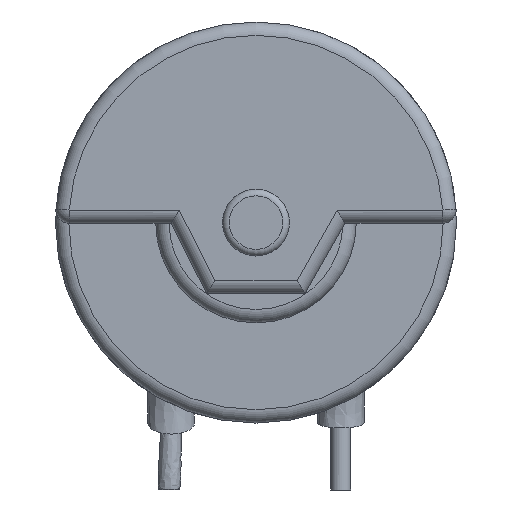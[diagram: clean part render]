
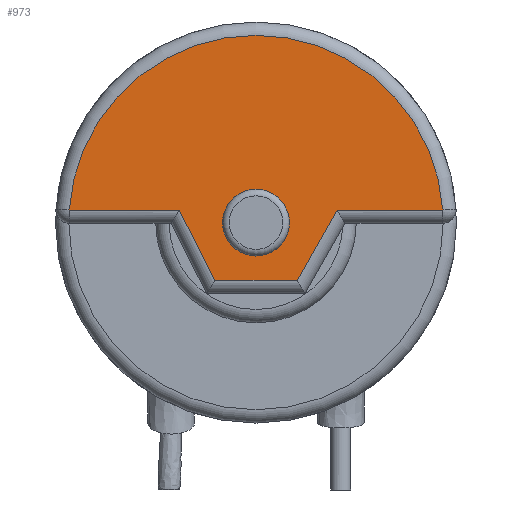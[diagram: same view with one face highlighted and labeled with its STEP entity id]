
A CAD part, front view. The second image highlights one B-rep face of the part: STEP entity #973.
In plain terms, the highlighted planar face has unit normal (0, -1, 0).
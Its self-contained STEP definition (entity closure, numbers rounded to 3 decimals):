
#44=FACE_BOUND('',#249,.T.);
#55=PLANE('',#1083);
#103=CIRCLE('',#1071,2.8);
#107=CIRCLE('',#1084,0.5);
#175=FACE_OUTER_BOUND('',#248,.T.);
#248=EDGE_LOOP('',(#721,#722,#723,#724,#725,#726));
#249=EDGE_LOOP('',(#727));
#320=LINE('',#1526,#381);
#324=LINE('',#1546,#385);
#329=LINE('',#1568,#390);
#331=LINE('',#1574,#392);
#333=LINE('',#1578,#394);
#381=VECTOR('',#1193,10.);
#385=VECTOR('',#1215,10.);
#390=VECTOR('',#1240,10.);
#392=VECTOR('',#1246,10.);
#394=VECTOR('',#1252,10.);
#442=VERTEX_POINT('',#1524);
#443=VERTEX_POINT('',#1525);
#447=VERTEX_POINT('',#1534);
#452=VERTEX_POINT('',#1550);
#457=VERTEX_POINT('',#1567);
#459=VERTEX_POINT('',#1573);
#465=VERTEX_POINT('',#1596);
#530=EDGE_CURVE('',#442,#443,#320,.T.);
#540=EDGE_CURVE('',#443,#447,#324,.T.);
#548=EDGE_CURVE('',#447,#452,#103,.T.);
#551=EDGE_CURVE('',#452,#457,#329,.T.);
#554=EDGE_CURVE('',#457,#459,#331,.T.);
#557=EDGE_CURVE('',#459,#442,#333,.T.);
#566=EDGE_CURVE('',#465,#465,#107,.T.);
#721=ORIENTED_EDGE('',*,*,#530,.F.);
#722=ORIENTED_EDGE('',*,*,#557,.F.);
#723=ORIENTED_EDGE('',*,*,#554,.F.);
#724=ORIENTED_EDGE('',*,*,#551,.F.);
#725=ORIENTED_EDGE('',*,*,#548,.F.);
#726=ORIENTED_EDGE('',*,*,#540,.F.);
#727=ORIENTED_EDGE('',*,*,#566,.F.);
#973=ADVANCED_FACE('',(#175,#44),#55,.T.);
#1071=AXIS2_PLACEMENT_3D('',#1562,#1233,#1234);
#1083=AXIS2_PLACEMENT_3D('',#1595,#1269,#1270);
#1084=AXIS2_PLACEMENT_3D('',#1597,#1271,#1272);
#1193=DIRECTION('',(-0.45,0.,0.893));
#1215=DIRECTION('',(-1.,0.,0.));
#1233=DIRECTION('center_axis',(0.,1.,0.));
#1234=DIRECTION('ref_axis',(0.,0.,1.));
#1240=DIRECTION('',(-1.,0.,0.));
#1246=DIRECTION('',(-0.493,0.,-0.87));
#1252=DIRECTION('',(-1.,0.,0.));
#1269=DIRECTION('center_axis',(0.,-1.,0.));
#1270=DIRECTION('ref_axis',(-1.,0.,0.));
#1271=DIRECTION('center_axis',(0.,-1.,0.));
#1272=DIRECTION('ref_axis',(1.,0.,0.));
#1524=CARTESIAN_POINT('',(-0.616,-19.,-0.864));
#1525=CARTESIAN_POINT('',(-1.146,-19.,0.188));
#1526=CARTESIAN_POINT('',(-1.159,-19.,0.214));
#1534=CARTESIAN_POINT('',(-2.794,-19.,0.188));
#1546=CARTESIAN_POINT('',(-1.5,-19.,0.188));
#1550=CARTESIAN_POINT('',(2.794,-19.,0.188));
#1562=CARTESIAN_POINT('Origin',(0.,-19.,0.));
#1567=CARTESIAN_POINT('',(1.212,-19.,0.188));
#1568=CARTESIAN_POINT('',(0.664,-19.,0.188));
#1573=CARTESIAN_POINT('',(0.616,-19.,-0.864));
#1574=CARTESIAN_POINT('',(0.905,-19.,-0.354));
#1578=CARTESIAN_POINT('',(-0.369,-19.,-0.864));
#1595=CARTESIAN_POINT('Origin',(0.,-19.,0.968));
#1596=CARTESIAN_POINT('',(-0.5,-19.,0.));
#1597=CARTESIAN_POINT('Origin',(0.,-19.,0.));
